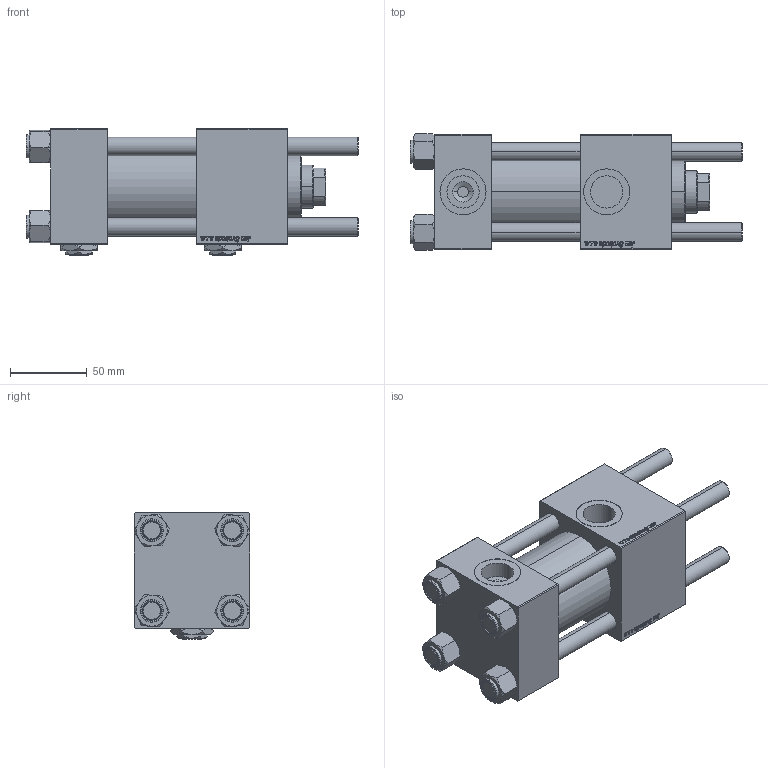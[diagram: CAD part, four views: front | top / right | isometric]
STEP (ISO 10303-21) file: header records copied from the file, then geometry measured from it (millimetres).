
FILE_DESCRIPTION (( 'STEP AP203' ), '1' );
FILE_NAME ('6696.STEP', '2023-08-22T18:03:56', ( '' ), ( '' ), 'SwSTEP 2.0', 'SolidWorks 2019', '' );
FILE_SCHEMA (( 'CONFIG_CONTROL_DESIGN' ));
Length unit declared in the file: millimetre
Products named in the file (7): Zatka_pro_OIL_PORT a67f9ecd18cea66177f0a2721fe228a6; V215CR_B-1 a67f9ecd18cea66177f0a2721fe228a6; NUT_M5_B a67f9ecd18cea66177f0a2721fe228a6; 6696; V215CR_B_TYCINKA a67f9ecd18cea66177f0a2721fe228a6; V215CR_VCP_B a67f9ecd18cea66177f0a2721fe228a6; V215_VC_A a67f9ecd18cea66177f0a2721fe228a6
Assembly tree (13 placements, depth 2):
  6696
    V215CR_B-1 a67f9ecd18cea66177f0a2721fe228a6
    V215CR_VCP_B a67f9ecd18cea66177f0a2721fe228a6
    NUT_M5_B a67f9ecd18cea66177f0a2721fe228a6  x4
    V215CR_B_TYCINKA a67f9ecd18cea66177f0a2721fe228a6  x4
    V215_VC_A a67f9ecd18cea66177f0a2721fe228a6
    Zatka_pro_OIL_PORT a67f9ecd18cea66177f0a2721fe228a6  x2
Bounding box: 216 x 75.45 x 82 mm (x, y, z)
Volume: 697144.1 mm3; surface area: 171613.7 mm2
Topology: 13 solids, 13 shells, 1257 faces, 3160 edges, 2043 vertices
Faces by surface type: bspline 504, plane 479, cone 178, cylinder 88, torus 8
Entity records: 58757 total; most frequent: CARTESIAN_POINT 34617, ORIENTED_EDGE 5620, DIRECTION 3168, EDGE_CURVE 2810, VERTEX_POINT 1841, LINE 1488, VECTOR 1488, EDGE_LOOP 1227
